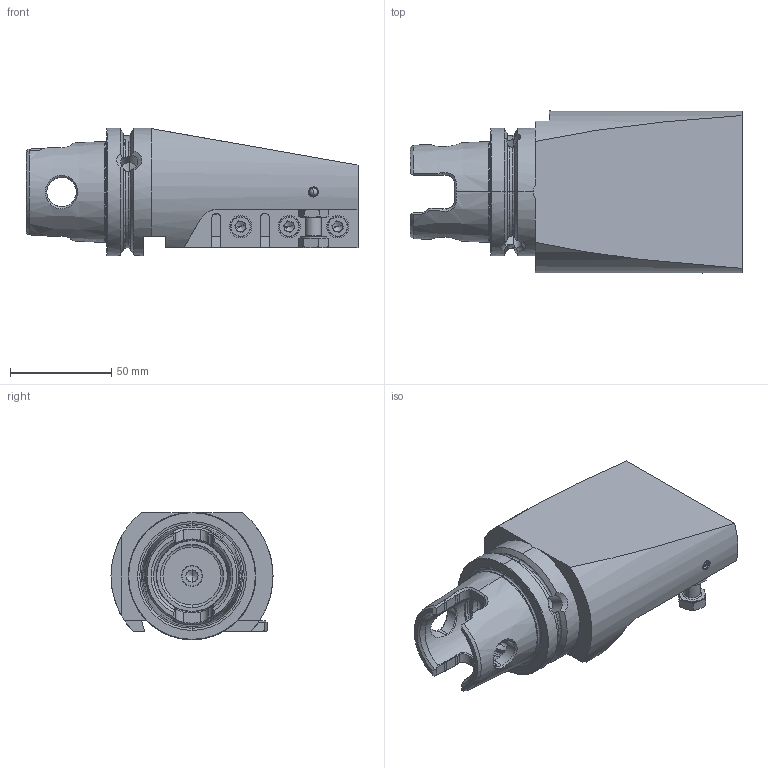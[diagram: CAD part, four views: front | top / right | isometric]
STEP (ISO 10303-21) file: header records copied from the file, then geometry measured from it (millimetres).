
FILE_DESCRIPTION (( 'STEP AP203' ), '1' );
FILE_NAME ('KY6.AM3.K12.124.STEP', '2018-02-14T08:00:05', ( 'SWIAdmin' ), ( 'Hewlett-Packard Company' ), 'SwSTEP 2.0', 'SolidWorks 2017', '' );
FILE_SCHEMA (( 'CONFIG_CONTROL_DESIGN' ));
Length unit declared in the file: millimetre
Products named in the file (6): AM3-ER1.001.020_PreviewCfg; ISO 4762 - M6 x 16_PreviewCfg; KVT_MB_600_050; KY6.AM3.K12.124; KY6-AM3.K12.124_B; ISO 4035 - M8_PreviewCfg
Assembly tree (7 placements, depth 2):
  KY6.AM3.K12.124
    KY6-AM3.K12.124_B
    ISO 4035 - M8_PreviewCfg
    AM3-ER1.001.020_PreviewCfg
    ISO 4762 - M6 x 16_PreviewCfg  x3
    KVT_MB_600_050
Bounding box: 163.95 x 80 x 62.95 mm (x, y, z)
Volume: 406490.6 mm3; surface area: 59162.6 mm2
Topology: 8 solids, 8 shells, 477 faces, 1186 edges, 714 vertices
Faces by surface type: plane 153, cone 124, cylinder 114, bspline 50, torus 34, sphere 2
Entity records: 16210 total; most frequent: CARTESIAN_POINT 6082, ORIENTED_EDGE 2086, DIRECTION 1791, EDGE_CURVE 1043, AXIS2_PLACEMENT_3D 706, VERTEX_POINT 645, EDGE_LOOP 456, FACE_OUTER_BOUND 423
